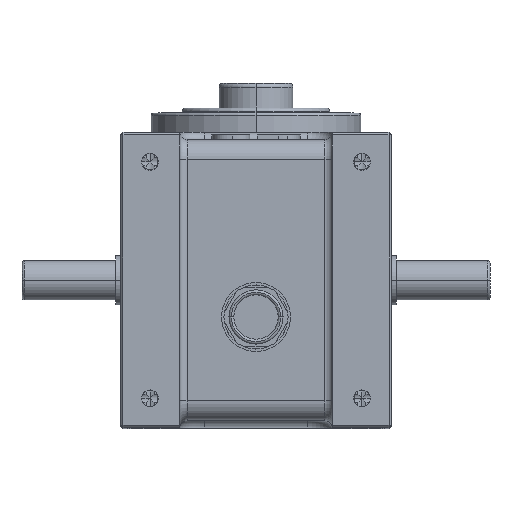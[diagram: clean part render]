
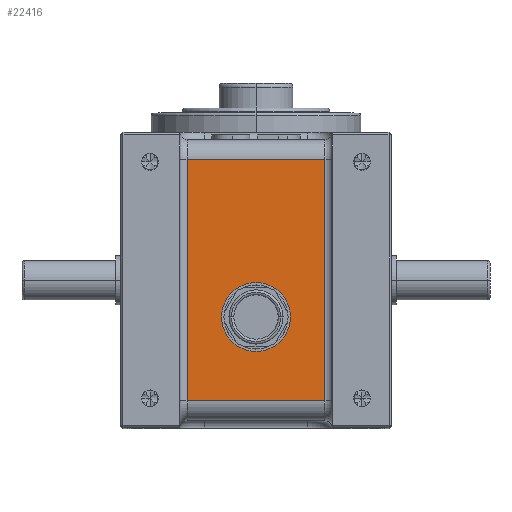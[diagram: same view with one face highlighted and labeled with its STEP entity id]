
A CAD part, top view. The second image highlights one B-rep face of the part: STEP entity #22416.
In plain terms, the highlighted planar face has unit normal (0, 0, 1).
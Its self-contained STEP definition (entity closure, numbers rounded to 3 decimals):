
#382 = LINE ( 'NONE', #16844, #7686 ) ;
#707 = AXIS2_PLACEMENT_3D ( 'NONE', #11416, #25650, #17195 ) ;
#1203 = LINE ( 'NONE', #20392, #6249 ) ;
#2123 = CARTESIAN_POINT ( 'NONE',  ( -27., 109., -3. ) ) ;
#2452 = CARTESIAN_POINT ( 'NONE',  ( -86., 109., -3. ) ) ;
#3290 = VERTEX_POINT ( 'NONE', #13470 ) ;
#3355 = LINE ( 'NONE', #21937, #17684 ) ;
#3522 = CARTESIAN_POINT ( 'NONE',  ( -41., 45., -3. ) ) ;
#3901 = DIRECTION ( 'NONE',  ( 1., 0., 0. ) ) ;
#4863 = CIRCLE ( 'NONE', #18327, 14. ) ;
#5956 = CARTESIAN_POINT ( 'NONE',  ( -55., 45., -3. ) ) ;
#5997 = EDGE_CURVE ( 'NONE', #17034, #10937, #19675, .T. ) ;
#6249 = VECTOR ( 'NONE', #16220, 1000. ) ;
#7334 = FACE_OUTER_BOUND ( 'NONE', #22780, .T. ) ;
#7349 = EDGE_CURVE ( 'NONE', #10937, #3290, #1203, .T. ) ;
#7686 = VECTOR ( 'NONE', #10423, 1000. ) ;
#8342 = EDGE_CURVE ( 'NONE', #3290, #21874, #3355, .T. ) ;
#8560 = CIRCLE ( 'NONE', #707, 14. ) ;
#9327 = ORIENTED_EDGE ( 'NONE', *, *, #25900, .T. ) ;
#10052 = CARTESIAN_POINT ( 'NONE',  ( -27., 11., -3. ) ) ;
#10175 = PLANE ( 'NONE',  #18955 ) ;
#10423 = DIRECTION ( 'NONE',  ( 0., 1., 0. ) ) ;
#10624 = DIRECTION ( 'NONE',  ( -1., 0., 0. ) ) ;
#10937 = VERTEX_POINT ( 'NONE', #14279 ) ;
#11416 = CARTESIAN_POINT ( 'NONE',  ( -55., 45., -3. ) ) ;
#11961 = ORIENTED_EDGE ( 'NONE', *, *, #8342, .T. ) ;
#12758 = FACE_BOUND ( 'NONE', #24836, .T. ) ;
#13112 = VERTEX_POINT ( 'NONE', #13997 ) ;
#13470 = CARTESIAN_POINT ( 'NONE',  ( -83., 11., -3. ) ) ;
#13952 = DIRECTION ( 'NONE',  ( 1., 0., 0. ) ) ;
#13997 = CARTESIAN_POINT ( 'NONE',  ( -69., 45., -3. ) ) ;
#14279 = CARTESIAN_POINT ( 'NONE',  ( -83., 109., -3. ) ) ;
#16220 = DIRECTION ( 'NONE',  ( 0., -1., 0. ) ) ;
#16844 = CARTESIAN_POINT ( 'NONE',  ( -27., 0., -3. ) ) ;
#17034 = VERTEX_POINT ( 'NONE', #2123 ) ;
#17195 = DIRECTION ( 'NONE',  ( 1., 0., 0. ) ) ;
#17684 = VECTOR ( 'NONE', #13952, 1000. ) ;
#18327 = AXIS2_PLACEMENT_3D ( 'NONE', #5956, #22157, #3901 ) ;
#18955 = AXIS2_PLACEMENT_3D ( 'NONE', #22012, #24083, #24163 ) ;
#19675 = LINE ( 'NONE', #2452, #25389 ) ;
#19816 = ORIENTED_EDGE ( 'NONE', *, *, #24704, .F. ) ;
#20072 = VERTEX_POINT ( 'NONE', #3522 ) ;
#20258 = ORIENTED_EDGE ( 'NONE', *, *, #22711, .F. ) ;
#20392 = CARTESIAN_POINT ( 'NONE',  ( -83., 0., -3. ) ) ;
#21874 = VERTEX_POINT ( 'NONE', #10052 ) ;
#21937 = CARTESIAN_POINT ( 'NONE',  ( -24., 11., -3. ) ) ;
#22012 = CARTESIAN_POINT ( 'NONE',  ( -86., 0., -3. ) ) ;
#22157 = DIRECTION ( 'NONE',  ( 0., 0., 1. ) ) ;
#22416 = ADVANCED_FACE ( 'NONE', ( #12758, #7334 ), #10175, .T. ) ;
#22464 = ORIENTED_EDGE ( 'NONE', *, *, #5997, .T. ) ;
#22711 = EDGE_CURVE ( 'NONE', #20072, #13112, #8560, .T. ) ;
#22780 = EDGE_LOOP ( 'NONE', ( #11961, #9327, #22464, #25431 ) ) ;
#24083 = DIRECTION ( 'NONE',  ( 0., 0., 1. ) ) ;
#24163 = DIRECTION ( 'NONE',  ( 1., 0., 0. ) ) ;
#24704 = EDGE_CURVE ( 'NONE', #13112, #20072, #4863, .T. ) ;
#24836 = EDGE_LOOP ( 'NONE', ( #20258, #19816 ) ) ;
#25389 = VECTOR ( 'NONE', #10624, 1000. ) ;
#25431 = ORIENTED_EDGE ( 'NONE', *, *, #7349, .T. ) ;
#25650 = DIRECTION ( 'NONE',  ( 0., 0., 1. ) ) ;
#25900 = EDGE_CURVE ( 'NONE', #21874, #17034, #382, .T. ) ;
